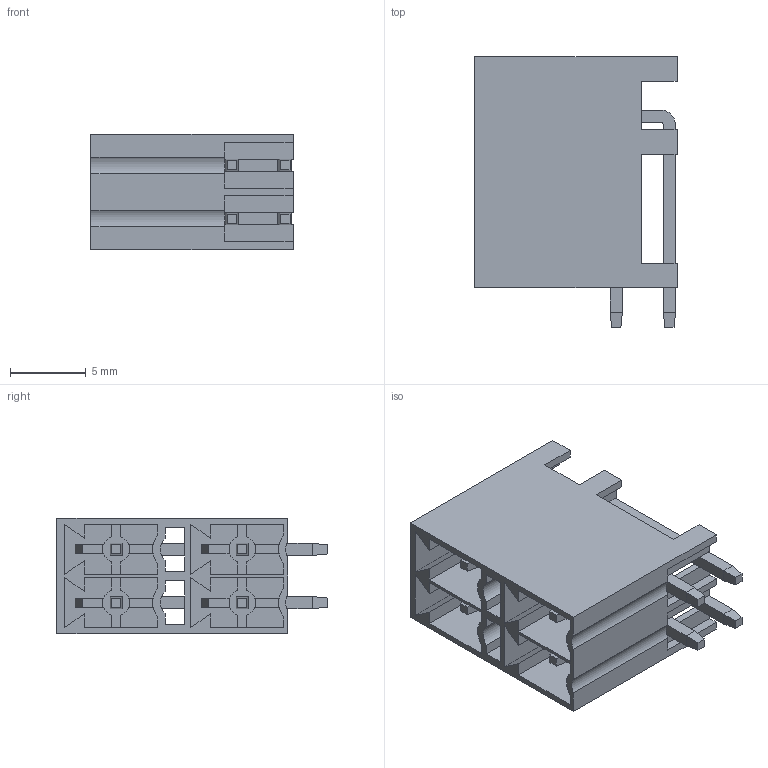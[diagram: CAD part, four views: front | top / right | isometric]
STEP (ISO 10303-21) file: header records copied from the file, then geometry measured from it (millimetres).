
FILE_DESCRIPTION((''),'2;1');
FILE_NAME('FTB35007-M06B2GNK_ASM','2023-06-12T09:17:44',('Administrator'),(''),'CREO PARAMETRIC BY PTC INC, 2021023','CREO PARAMETRIC BY PTC INC, 2021023','');
FILE_SCHEMA(('AUTOMOTIVE_DESIGN { 1 0 10303 214 1 1 1 1 }'));
Length unit declared in the file: millimetre
Products named in the file (4): _600; _6-10; _6-20; FTB35007-M06B2GNK_ASM
Assembly tree (5 placements, depth 2):
  FTB35007-M06B2GNK_ASM
    _600
    _6-10  x2
    _6-20  x2
Bounding box: 13.3 x 17.82 x 7.6 mm (x, y, z)
Volume: 557.9 mm3; surface area: 2208 mm2
Topology: 5 solids, 5 shells, 382 faces, 1057 edges, 694 vertices
Faces by surface type: plane 342, cylinder 40
Entity records: 14277 total; most frequent: CARTESIAN_POINT 1990, ORIENTED_EDGE 1954, DIRECTION 1759, PRESENTATION_STYLE_ASSIGNMENT 986, STYLED_ITEM 982, CURVE_STYLE 977, EDGE_CURVE 977, VECTOR 905
